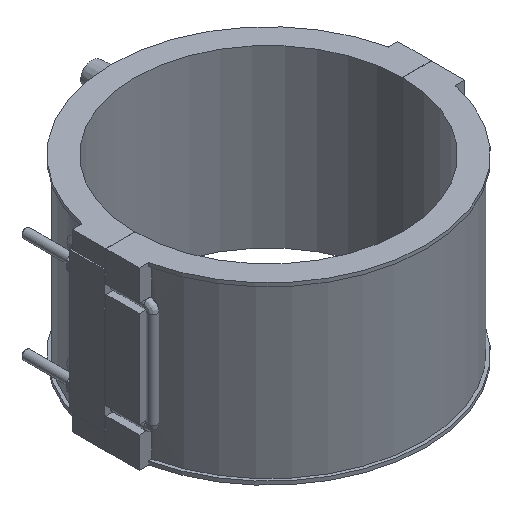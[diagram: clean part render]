
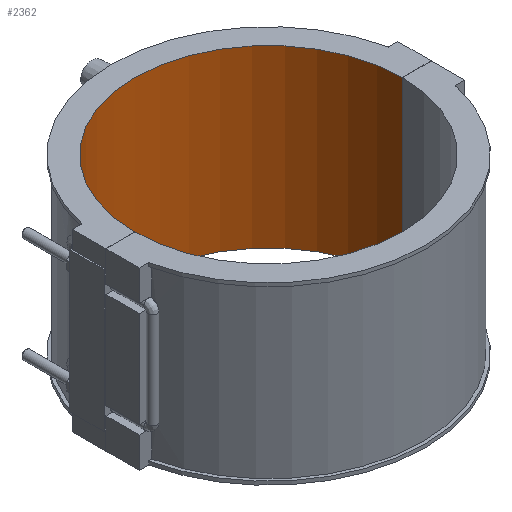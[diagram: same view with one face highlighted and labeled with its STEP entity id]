
A CAD part, isometric view. The second image highlights one B-rep face of the part: STEP entity #2362.
In plain terms, the highlighted cylindrical face has radius 90 mm (diameter 180 mm), a partial arc.
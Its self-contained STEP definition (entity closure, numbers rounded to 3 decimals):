
#265=LINE('',#4762,#472);
#292=LINE('',#5017,#499);
#472=VECTOR('',#3007,118.);
#499=VECTOR('',#3122,118.);
#598=CYLINDRICAL_SURFACE('',#2565,90.);
#721=FACE_OUTER_BOUND('',#900,.T.);
#900=EDGE_LOOP('',(#2137,#2138,#2139,#2140));
#1034=CIRCLE('',#2562,90.);
#1035=CIRCLE('',#2564,90.);
#1215=VERTEX_POINT('',#4759);
#1216=VERTEX_POINT('',#4761);
#1243=VERTEX_POINT('',#5014);
#1244=VERTEX_POINT('',#5016);
#1502=EDGE_CURVE('',#1216,#1215,#265,.T.);
#1551=EDGE_CURVE('',#1244,#1243,#292,.T.);
#1554=EDGE_CURVE('',#1216,#1243,#1034,.T.);
#1555=EDGE_CURVE('',#1244,#1215,#1035,.T.);
#2137=ORIENTED_EDGE('',*,*,#1551,.T.);
#2138=ORIENTED_EDGE('',*,*,#1554,.F.);
#2139=ORIENTED_EDGE('',*,*,#1502,.T.);
#2140=ORIENTED_EDGE('',*,*,#1555,.F.);
#2362=ADVANCED_FACE('',(#721),#598,.F.);
#2562=AXIS2_PLACEMENT_3D('',#5022,#3127,#3128);
#2564=AXIS2_PLACEMENT_3D('',#5024,#3131,#3132);
#2565=AXIS2_PLACEMENT_3D('',#5027,#3135,#3136);
#3007=DIRECTION('',(0.,0.,-1.));
#3122=DIRECTION('',(0.,0.,1.));
#3127=DIRECTION('center_axis',(0.,0.,-1.));
#3128=DIRECTION('ref_axis',(-1.,0.,0.));
#3131=DIRECTION('center_axis',(0.,0.,1.));
#3132=DIRECTION('ref_axis',(-1.,0.,0.));
#3135=DIRECTION('center_axis',(0.,0.,1.));
#3136=DIRECTION('ref_axis',(-1.,0.,0.));
#4759=CARTESIAN_POINT('',(-90.,0.05,-59.));
#4761=CARTESIAN_POINT('',(-90.,0.05,59.));
#4762=CARTESIAN_POINT('',(-90.,0.05,0.));
#5014=CARTESIAN_POINT('',(90.,0.05,59.));
#5016=CARTESIAN_POINT('',(90.,0.05,-59.));
#5017=CARTESIAN_POINT('',(90.,0.05,0.));
#5022=CARTESIAN_POINT('Origin',(0.,0.,59.));
#5024=CARTESIAN_POINT('Origin',(0.,0.,-59.));
#5027=CARTESIAN_POINT('Origin',(0.,0.,0.));
